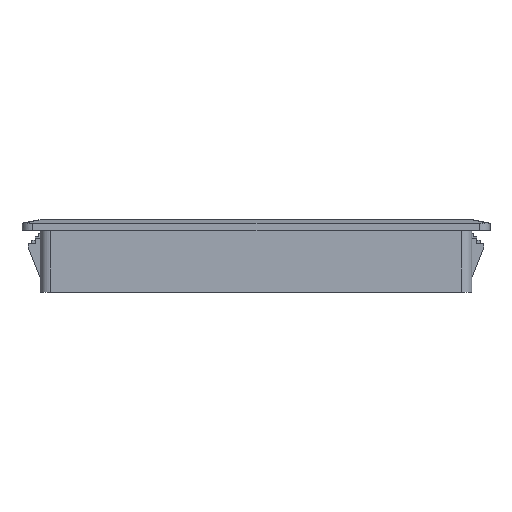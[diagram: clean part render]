
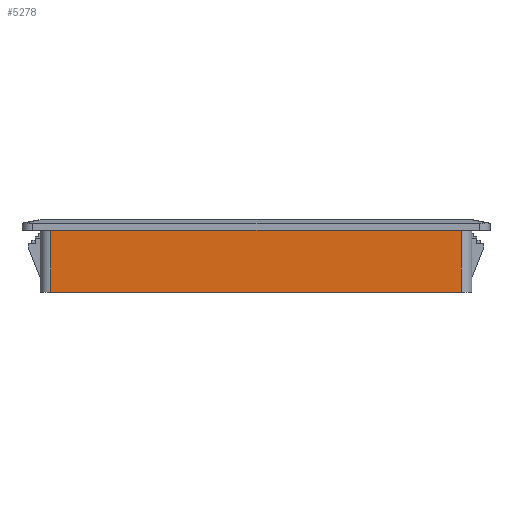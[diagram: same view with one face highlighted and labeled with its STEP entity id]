
A CAD part, left-side view. The second image highlights one B-rep face of the part: STEP entity #5278.
In plain terms, the highlighted planar face has unit normal (-1, 0, 0).
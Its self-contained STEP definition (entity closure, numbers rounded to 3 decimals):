
#335 = EDGE_CURVE ( 'NONE', #6761, #6760, #4420, .T. ) ;
#351 = EDGE_CURVE ( 'NONE', #2212, #6761, #4469, .T. ) ;
#405 = EDGE_CURVE ( 'NONE', #6760, #2214, #4647, .T. ) ;
#902 = VECTOR ( 'NONE', #2573, 1000. ) ;
#941 = VECTOR ( 'NONE', #4471, 1000. ) ;
#1055 = VECTOR ( 'NONE', #4649, 1000. ) ;
#1337 = EDGE_CURVE ( 'NONE', #2212, #2214, #2569, .T. ) ;
#2212 = VERTEX_POINT ( 'NONE', #2638 ) ;
#2214 = VERTEX_POINT ( 'NONE', #2639 ) ;
#2569 = LINE ( 'NONE', #2571, #902 ) ;
#2571 = CARTESIAN_POINT ( 'NONE',  ( -60., 60., -17.2 ) ) ;
#2573 = DIRECTION ( 'NONE',  ( 0., 1., 0. ) ) ;
#2638 = CARTESIAN_POINT ( 'NONE',  ( -60., -57., -17.2 ) ) ;
#2639 = CARTESIAN_POINT ( 'NONE',  ( -60., 57., -17.2 ) ) ;
#3336 = FACE_OUTER_BOUND ( 'NONE', #9753, .T. ) ;
#3355 = AXIS2_PLACEMENT_3D ( 'NONE', #6324, #6325, #6326 ) ;
#4420 = LINE ( 'NONE', #4421, #10416 ) ;
#4421 = CARTESIAN_POINT ( 'NONE',  ( -60., 60., 0. ) ) ;
#4422 = DIRECTION ( 'NONE',  ( 0., 1., 0. ) ) ;
#4469 = LINE ( 'NONE', #4470, #941 ) ;
#4470 = CARTESIAN_POINT ( 'NONE',  ( -60., -57., -17.2 ) ) ;
#4471 = DIRECTION ( 'NONE',  ( 0., 0., 1. ) ) ;
#4647 = LINE ( 'NONE', #4648, #1055 ) ;
#4648 = CARTESIAN_POINT ( 'NONE',  ( -60., 57., -17.2 ) ) ;
#4649 = DIRECTION ( 'NONE',  ( 0., 0., -1. ) ) ;
#5278 = ADVANCED_FACE ( 'NONE', ( #3336 ), #6308, .F. ) ;
#6308 = PLANE ( 'NONE',  #3355 ) ;
#6324 = CARTESIAN_POINT ( 'NONE',  ( -60., 60., -17.2 ) ) ;
#6325 = DIRECTION ( 'NONE',  ( 1., 0., 0. ) ) ;
#6326 = DIRECTION ( 'NONE',  ( 0., 0., -1. ) ) ;
#6760 = VERTEX_POINT ( 'NONE', #8442 ) ;
#6761 = VERTEX_POINT ( 'NONE', #8443 ) ;
#7313 = ORIENTED_EDGE ( 'NONE', *, *, #351, .T. ) ;
#7314 = ORIENTED_EDGE ( 'NONE', *, *, #405, .T. ) ;
#7315 = ORIENTED_EDGE ( 'NONE', *, *, #335, .T. ) ;
#7316 = ORIENTED_EDGE ( 'NONE', *, *, #1337, .F. ) ;
#8442 = CARTESIAN_POINT ( 'NONE',  ( -60., 57., 0. ) ) ;
#8443 = CARTESIAN_POINT ( 'NONE',  ( -60., -57., 0. ) ) ;
#9753 = EDGE_LOOP ( 'NONE', ( #7315, #7314, #7316, #7313 ) ) ;
#10416 = VECTOR ( 'NONE', #4422, 1000. ) ;
